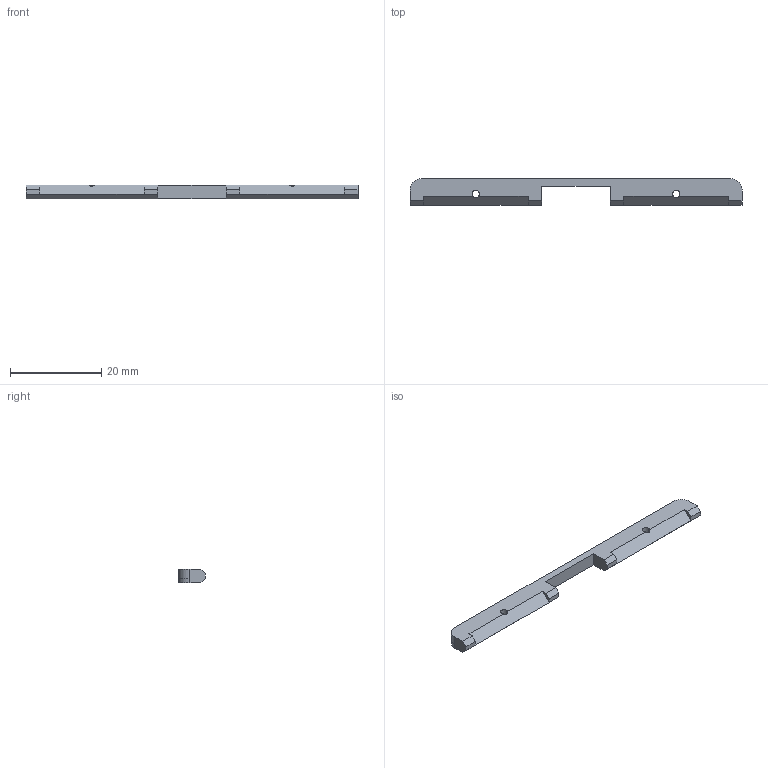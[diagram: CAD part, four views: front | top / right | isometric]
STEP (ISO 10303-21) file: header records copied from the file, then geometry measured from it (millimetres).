
FILE_DESCRIPTION (( 'STEP AP214' ), '1' );
FILE_NAME ('CardWedgePosXCutout.STEP', '2020-12-20T21:14:23', ( '' ), ( '' ), 'SwSTEP 2.0', 'SolidWorks 2020', '' );
FILE_SCHEMA (( 'AUTOMOTIVE_DESIGN' ));
Length unit declared in the file: millimetre
Products named in the file (1): CardWedgePosXCutout
Bounding box: 72.8 x 5.9 x 3 mm (x, y, z)
Volume: 953 mm3; surface area: 1147.4 mm2
Topology: 1 solids, 1 shells, 32 faces, 92 edges, 60 vertices
Faces by surface type: plane 24, cylinder 8
Entity records: 1126 total; most frequent: CARTESIAN_POINT 191, ORIENTED_EDGE 184, DIRECTION 172, EDGE_CURVE 92, LINE 74, VECTOR 74, VERTEX_POINT 60, AXIS2_PLACEMENT_3D 49
